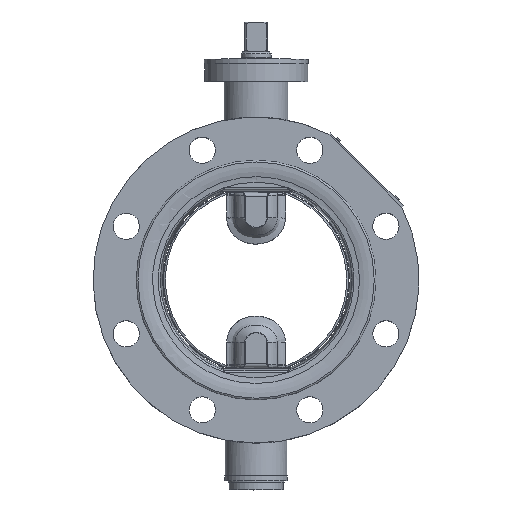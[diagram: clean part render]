
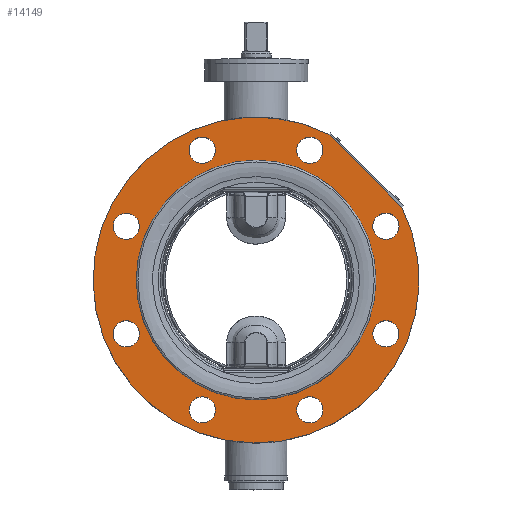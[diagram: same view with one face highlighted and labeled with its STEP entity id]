
A CAD part, top view. The second image highlights one B-rep face of the part: STEP entity #14149.
In plain terms, the highlighted planar face has unit normal (0, 0, 1).
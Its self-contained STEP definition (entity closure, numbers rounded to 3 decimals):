
#268=CARTESIAN_POINT('',(38.919,77.81,17.5));
#269=VERTEX_POINT('',#268);
#276=CARTESIAN_POINT('',(77.81,38.919,17.5));
#277=VERTEX_POINT('',#276);
#278=CARTESIAN_POINT('',(77.81,38.919,17.5));
#279=DIRECTION('',(-0.707,0.707,0.0));
#280=VECTOR('',#279,55.0);
#281=LINE('',#278,#280);
#282=EDGE_CURVE('',#277,#269,#281,.T.);
#9511=CARTESIAN_POINT('',(0.,64.,17.5));
#9512=VERTEX_POINT('',#9511);
#9513=CARTESIAN_POINT('',(0.,0.,17.5));
#9514=DIRECTION('',(0.0,0.0,-1.0));
#9515=DIRECTION('',(0.0,-1.0,0.0));
#9516=AXIS2_PLACEMENT_3D('',#9513,#9514,#9515);
#9517=CIRCLE('',#9516,64.0);
#9518=EDGE_CURVE('',#9512,#9512,#9517,.T.);
#13554=CARTESIAN_POINT('',(0.0,0.0,17.5));
#13555=DIRECTION('',(0.0,0.0,-1.0));
#13556=DIRECTION('',(-1.0,0.0,0.0));
#13557=AXIS2_PLACEMENT_3D('',#13554,#13555,#13556);
#13558=CIRCLE('',#13557,87.);
#13559=EDGE_CURVE('',#277,#269,#13558,.T.);
#13706=CARTESIAN_POINT('',(74.241,-33.651,17.5));
#13707=VERTEX_POINT('',#13706);
#13708=CARTESIAN_POINT('',(69.291,-28.701,17.5));
#13709=DIRECTION('',(0.0,0.0,-1.0));
#13710=DIRECTION('',(-0.707,0.707,0.0));
#13711=AXIS2_PLACEMENT_3D('',#13708,#13709,#13710);
#13712=CIRCLE('',#13711,7.);
#13713=EDGE_CURVE('',#13707,#13707,#13712,.T.);
#13734=CARTESIAN_POINT('',(28.701,-76.291,17.5));
#13735=VERTEX_POINT('',#13734);
#13736=CARTESIAN_POINT('',(28.701,-69.291,17.5));
#13737=DIRECTION('',(0.0,0.0,-1.0));
#13738=DIRECTION('',(0.0,1.0,0.0));
#13739=AXIS2_PLACEMENT_3D('',#13736,#13737,#13738);
#13740=CIRCLE('',#13739,7.);
#13741=EDGE_CURVE('',#13735,#13735,#13740,.T.);
#13762=CARTESIAN_POINT('',(-33.651,-74.241,17.5));
#13763=VERTEX_POINT('',#13762);
#13764=CARTESIAN_POINT('',(-28.701,-69.291,17.5));
#13765=DIRECTION('',(0.0,0.0,-1.0));
#13766=DIRECTION('',(0.707,0.707,0.0));
#13767=AXIS2_PLACEMENT_3D('',#13764,#13765,#13766);
#13768=CIRCLE('',#13767,7.);
#13769=EDGE_CURVE('',#13763,#13763,#13768,.T.);
#13790=CARTESIAN_POINT('',(-76.291,-28.701,17.5));
#13791=VERTEX_POINT('',#13790);
#13792=CARTESIAN_POINT('',(-69.291,-28.701,17.5));
#13793=DIRECTION('',(0.0,0.0,-1.0));
#13794=DIRECTION('',(1.0,0.0,0.0));
#13795=AXIS2_PLACEMENT_3D('',#13792,#13793,#13794);
#13796=CIRCLE('',#13795,7.);
#13797=EDGE_CURVE('',#13791,#13791,#13796,.T.);
#13818=CARTESIAN_POINT('',(-74.241,33.651,17.5));
#13819=VERTEX_POINT('',#13818);
#13820=CARTESIAN_POINT('',(-69.291,28.701,17.5));
#13821=DIRECTION('',(0.0,0.0,-1.0));
#13822=DIRECTION('',(0.707,-0.707,0.0));
#13823=AXIS2_PLACEMENT_3D('',#13820,#13821,#13822);
#13824=CIRCLE('',#13823,7.);
#13825=EDGE_CURVE('',#13819,#13819,#13824,.T.);
#13846=CARTESIAN_POINT('',(-28.701,76.291,17.5));
#13847=VERTEX_POINT('',#13846);
#13848=CARTESIAN_POINT('',(-28.701,69.291,17.5));
#13849=DIRECTION('',(0.0,0.0,-1.0));
#13850=DIRECTION('',(0.0,-1.0,0.0));
#13851=AXIS2_PLACEMENT_3D('',#13848,#13849,#13850);
#13852=CIRCLE('',#13851,7.);
#13853=EDGE_CURVE('',#13847,#13847,#13852,.T.);
#13874=CARTESIAN_POINT('',(33.651,74.241,17.5));
#13875=VERTEX_POINT('',#13874);
#13876=CARTESIAN_POINT('',(28.701,69.291,17.5));
#13877=DIRECTION('',(0.0,0.0,-1.0));
#13878=DIRECTION('',(-0.707,-0.707,0.0));
#13879=AXIS2_PLACEMENT_3D('',#13876,#13877,#13878);
#13880=CIRCLE('',#13879,7.);
#13881=EDGE_CURVE('',#13875,#13875,#13880,.T.);
#13902=CARTESIAN_POINT('',(76.291,28.701,17.5));
#13903=VERTEX_POINT('',#13902);
#13904=CARTESIAN_POINT('',(69.291,28.701,17.5));
#13905=DIRECTION('',(0.0,0.0,-1.0));
#13906=DIRECTION('',(-1.0,0.0,0.0));
#13907=AXIS2_PLACEMENT_3D('',#13904,#13905,#13906);
#13908=CIRCLE('',#13907,7.);
#13909=EDGE_CURVE('',#13903,#13903,#13908,.T.);
#14113=CARTESIAN_POINT('',(0.0,0.0,17.5));
#14114=DIRECTION('',(0.0,0.0,-1.0));
#14115=DIRECTION('',(-1.0,0.0,0.0));
#14116=AXIS2_PLACEMENT_3D('',#14113,#14114,#14115);
#14117=PLANE('',#14116);
#14118=ORIENTED_EDGE('',*,*,#282,.T.);
#14119=ORIENTED_EDGE('',*,*,#13559,.F.);
#14120=EDGE_LOOP('',(#14118,#14119));
#14121=FACE_OUTER_BOUND('',#14120,.T.);
#14122=ORIENTED_EDGE('',*,*,#9518,.T.);
#14123=EDGE_LOOP('',(#14122));
#14124=FACE_BOUND('',#14123,.T.);
#14125=ORIENTED_EDGE('',*,*,#13713,.T.);
#14126=EDGE_LOOP('',(#14125));
#14127=FACE_BOUND('',#14126,.T.);
#14128=ORIENTED_EDGE('',*,*,#13741,.T.);
#14129=EDGE_LOOP('',(#14128));
#14130=FACE_BOUND('',#14129,.T.);
#14131=ORIENTED_EDGE('',*,*,#13769,.T.);
#14132=EDGE_LOOP('',(#14131));
#14133=FACE_BOUND('',#14132,.T.);
#14134=ORIENTED_EDGE('',*,*,#13797,.T.);
#14135=EDGE_LOOP('',(#14134));
#14136=FACE_BOUND('',#14135,.T.);
#14137=ORIENTED_EDGE('',*,*,#13825,.T.);
#14138=EDGE_LOOP('',(#14137));
#14139=FACE_BOUND('',#14138,.T.);
#14140=ORIENTED_EDGE('',*,*,#13853,.T.);
#14141=EDGE_LOOP('',(#14140));
#14142=FACE_BOUND('',#14141,.T.);
#14143=ORIENTED_EDGE('',*,*,#13881,.T.);
#14144=EDGE_LOOP('',(#14143));
#14145=FACE_BOUND('',#14144,.T.);
#14146=ORIENTED_EDGE('',*,*,#13909,.T.);
#14147=EDGE_LOOP('',(#14146));
#14148=FACE_BOUND('',#14147,.T.);
#14149=ADVANCED_FACE('',(#14121,#14124,#14127,#14130,#14133,#14136,#14139,#14142,#14145,#14148),#14117,.F.);
